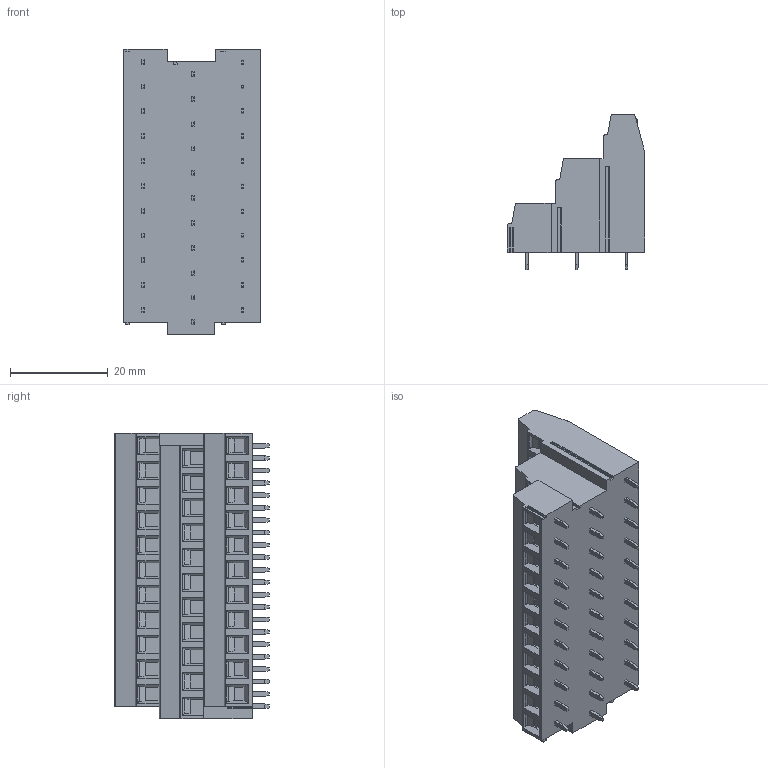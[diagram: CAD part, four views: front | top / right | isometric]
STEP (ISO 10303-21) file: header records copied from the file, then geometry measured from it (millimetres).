
FILE_DESCRIPTION((''),'2;1');
FILE_NAME('TL332VH3-XXP-XS','2025-01-17T',('yanfa'),(''),'PRO/ENGINEER BY PARAMETRIC TECHNOLOGY CORPORATION, 2009280','PRO/ENGINEER BY PARAMETRIC TECHNOLOGY CORPORATION, 2009280','');
FILE_SCHEMA(('AUTOMOTIVE_DESIGN_CC2 { 1 2 10303 214 -1 1 5 2 }'));
Length unit declared in the file: millimetre
Products named in the file (1): TL332VH3-XXP-XS
Bounding box: 28.1 x 31.7 x 58.42 mm (x, y, z)
Volume: 26874.5 mm3; surface area: 9157.4 mm2
Topology: 1 solids, 1 shells, 1426 faces, 3608 edges, 2286 vertices
Faces by surface type: plane 829, cylinder 360, cone 160, torus 66, sphere 11
Entity records: 43293 total; most frequent: CARTESIAN_POINT 8693, ORIENTED_EDGE 7216, DIRECTION 7131, EDGE_CURVE 3608, VECTOR 2497, LINE 2497, AXIS2_PLACEMENT_3D 2317, VERTEX_POINT 2286
